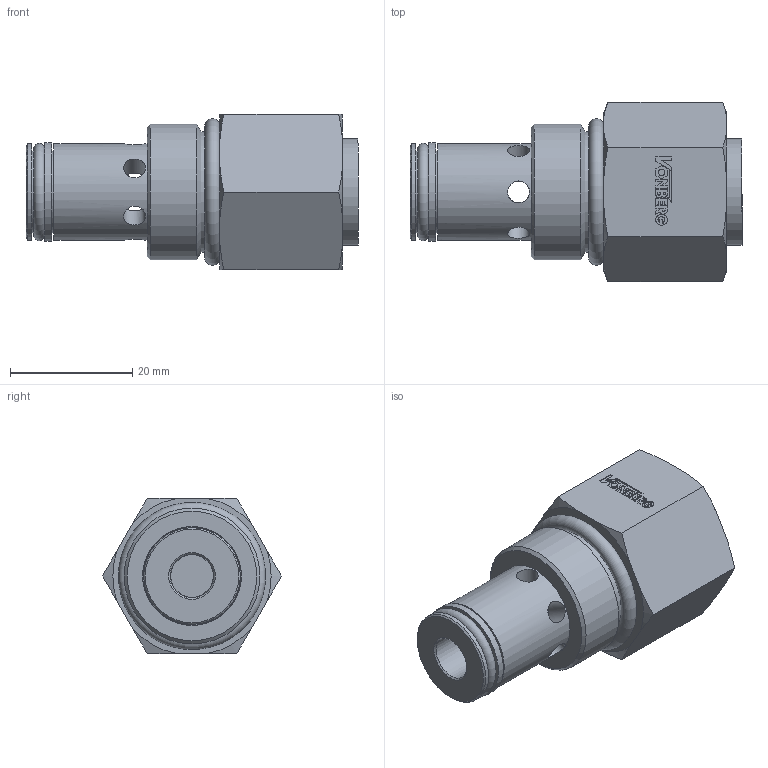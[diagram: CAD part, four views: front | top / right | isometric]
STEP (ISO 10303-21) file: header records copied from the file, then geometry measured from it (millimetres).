
FILE_DESCRIPTION((''),'2;1');
FILE_NAME('2410.stp','2015-01-26T13:52:48',('jml'),(''),'Autodesk Inventor 2010','Autodesk Inventor 2010','');
FILE_SCHEMA(('AUTOMOTIVE_DESIGN { 1 0 10303 214 1 1 1 1 }'));
Length unit declared in the file: inch
Products named in the file (6): 2410 (LevelofDetail1); 220742; 990047; 910 O-RING; 014 O-RING; 014 BACKUP
Assembly tree (5 placements, depth 2):
  2410 (LevelofDetail1)
    220742
    990047
    910 O-RING
    014 O-RING
    014 BACKUP
Bounding box: 54.36 x 29.33 x 25.4 mm (x, y, z)
Volume: 18114.1 mm3; surface area: 8766.1 mm2
Topology: 6 solids, 6 shells, 160 faces, 406 edges, 266 vertices
Faces by surface type: plane 101, cylinder 31, cone 20, bspline 4, torus 4
Full cylindrical faces by diameter (mm): 1.044 x1, 3.581 x6, 12.294 x1, 13.208 x1, 13.284 x1, 14.275 x1, 15.824 x2, 16.205 x1, 17.475 x1, 19.685 x1, 22.225 x1
Entity records: 5300 total; most frequent: CARTESIAN_POINT 1315, DIRECTION 747, ORIENTED_EDGE 736, EDGE_CURVE 368, VERTEX_POINT 258, AXIS2_PLACEMENT_3D 254, VECTOR 239, LINE 239
